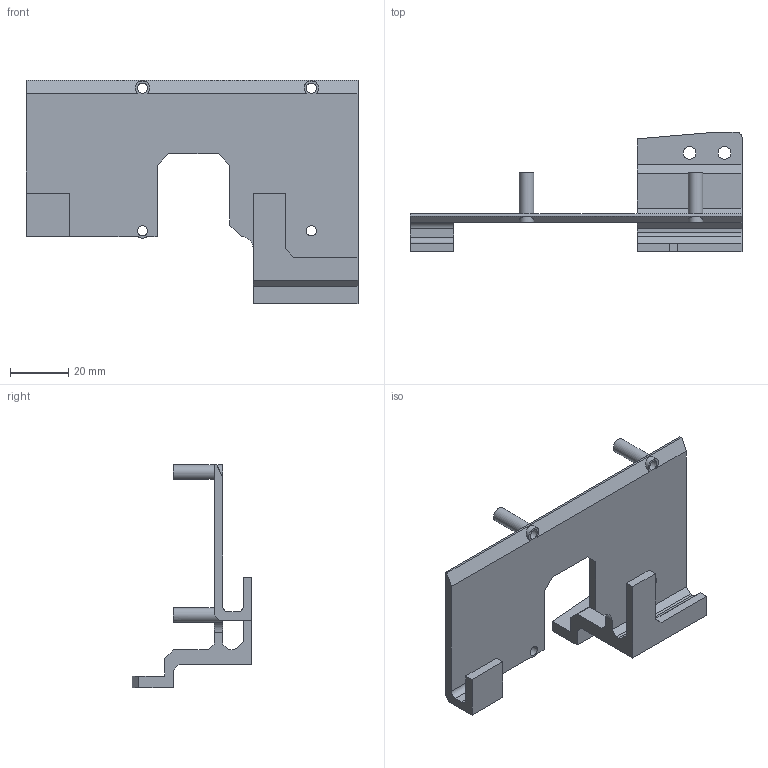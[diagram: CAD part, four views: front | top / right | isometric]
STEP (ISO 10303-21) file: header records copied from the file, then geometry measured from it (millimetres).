
FILE_DESCRIPTION(/* description */ (''),/* implementation_level */ '2;1');
FILE_NAME(/* name */ '',/* time_stamp */ '2025-09-04T22:28:58+08:00',/* author */ ('Piw'),/* organization */ (''),/* preprocessor_version */ 'ST-DEVELOPER v20',/* originating_system */ 'Autodesk Inventor 2025',/* authorisation */ '');
FILE_SCHEMA (('AUTOMOTIVE_DESIGN { 1 0 10303 214 3 1 1 }'));
Length unit declared in the file: millimetre
Products named in the file (1): 控制板架
Bounding box: 114 x 41.16 x 76.72 mm (x, y, z)
Volume: 27088.1 mm3; surface area: 19556.3 mm2
Topology: 1 solids, 1 shells, 63 faces, 172 edges, 114 vertices
Faces by surface type: plane 46, cylinder 17
Full cylindrical faces by diameter (mm): 3.5 x4, 4.4 x2, 5 x4
Entity records: 2054 total; most frequent: CARTESIAN_POINT 350, ORIENTED_EDGE 344, DIRECTION 337, EDGE_CURVE 172, LINE 135, VECTOR 135, VERTEX_POINT 114, AXIS2_PLACEMENT_3D 101
